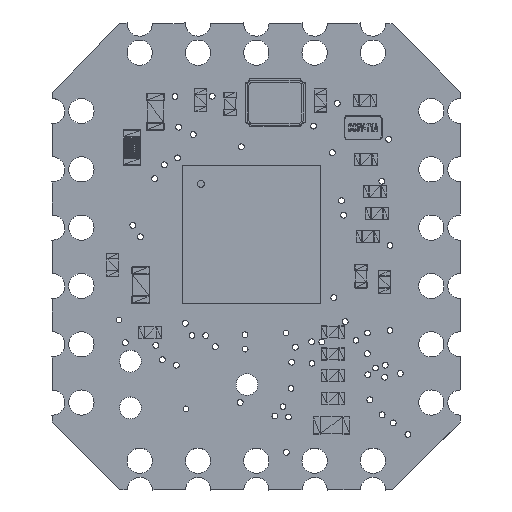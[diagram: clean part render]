
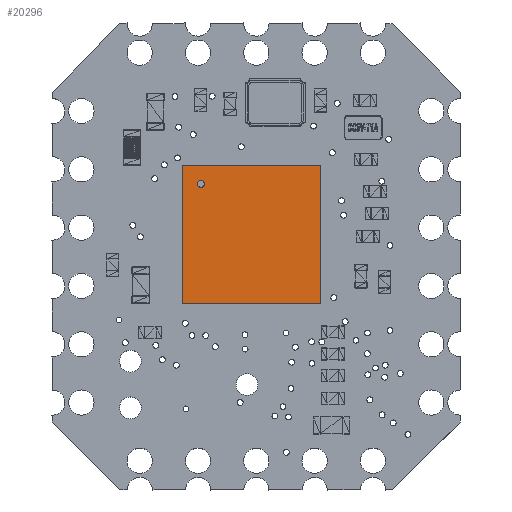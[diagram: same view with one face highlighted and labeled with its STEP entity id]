
A CAD part, top view. The second image highlights one B-rep face of the part: STEP entity #20296.
In plain terms, the highlighted face is planar.
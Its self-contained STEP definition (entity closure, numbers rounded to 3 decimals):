
#20259 = VERTEX_POINT('',#20260);
#20260 = CARTESIAN_POINT('',(-2.214,0.848,3.301));
#20278 = VERTEX_POINT('',#20279);
#20279 = CARTESIAN_POINT('',(-2.214,0.848,3.601));
#20285 = EDGE_CURVE('',#20259,#20278,#20286,.T.);
#20286 = CIRCLE('',#20287,0.15);
#20287 = AXIS2_PLACEMENT_3D('',#20288,#20289,#20290);
#20288 = CARTESIAN_POINT('',(-2.214,0.848,3.451));
#20289 = DIRECTION('',(0.,1.,0.));
#20290 = DIRECTION('',(0.,0.,-1.));
#20296 = ADVANCED_FACE('',(#20297,#20307),#20341,.F.);
#20297 = FACE_BOUND('',#20298,.T.);
#20298 = EDGE_LOOP('',(#20299,#20300));
#20299 = ORIENTED_EDGE('',*,*,#20285,.F.);
#20300 = ORIENTED_EDGE('',*,*,#20301,.F.);
#20301 = EDGE_CURVE('',#20278,#20259,#20302,.T.);
#20302 = CIRCLE('',#20303,0.15);
#20303 = AXIS2_PLACEMENT_3D('',#20304,#20305,#20306);
#20304 = CARTESIAN_POINT('',(-2.214,0.848,3.451));
#20305 = DIRECTION('',(0.,1.,0.));
#20306 = DIRECTION('',(0.,0.,-1.));
#20307 = FACE_BOUND('',#20308,.T.);
#20308 = EDGE_LOOP('',(#20309,#20319,#20327,#20335));
#20309 = ORIENTED_EDGE('',*,*,#20310,.F.);
#20310 = EDGE_CURVE('',#20311,#20313,#20315,.T.);
#20311 = VERTEX_POINT('',#20312);
#20312 = CARTESIAN_POINT('',(-3.014,0.848,-1.749));
#20313 = VERTEX_POINT('',#20314);
#20314 = CARTESIAN_POINT('',(2.986,0.848,-1.749));
#20315 = LINE('',#20316,#20317);
#20316 = CARTESIAN_POINT('',(-0.014,0.848,-1.749)
  );
#20317 = VECTOR('',#20318,1.);
#20318 = DIRECTION('',(1.,0.,0.));
#20319 = ORIENTED_EDGE('',*,*,#20320,.F.);
#20320 = EDGE_CURVE('',#20321,#20311,#20323,.T.);
#20321 = VERTEX_POINT('',#20322);
#20322 = CARTESIAN_POINT('',(-3.014,0.848,4.251));
#20323 = LINE('',#20324,#20325);
#20324 = CARTESIAN_POINT('',(-3.014,0.848,-0.249));
#20325 = VECTOR('',#20326,1.);
#20326 = DIRECTION('',(0.,0.,-1.));
#20327 = ORIENTED_EDGE('',*,*,#20328,.F.);
#20328 = EDGE_CURVE('',#20329,#20321,#20331,.T.);
#20329 = VERTEX_POINT('',#20330);
#20330 = CARTESIAN_POINT('',(2.986,0.848,4.251));
#20331 = LINE('',#20332,#20333);
#20332 = CARTESIAN_POINT('',(-0.014,0.848,4.251)
  );
#20333 = VECTOR('',#20334,1.);
#20334 = DIRECTION('',(-1.,0.,0.));
#20335 = ORIENTED_EDGE('',*,*,#20336,.F.);
#20336 = EDGE_CURVE('',#20313,#20329,#20337,.T.);
#20337 = LINE('',#20338,#20339);
#20338 = CARTESIAN_POINT('',(2.986,0.848,-0.249));
#20339 = VECTOR('',#20340,1.);
#20340 = DIRECTION('',(0.,0.,1.));
#20341 = PLANE('',#20342);
#20342 = AXIS2_PLACEMENT_3D('',#20343,#20344,#20345);
#20343 = CARTESIAN_POINT('',(-0.014,0.848,-0.249)
  );
#20344 = DIRECTION('',(0.,-1.,0.));
#20345 = DIRECTION('',(0.,0.,-1.));
